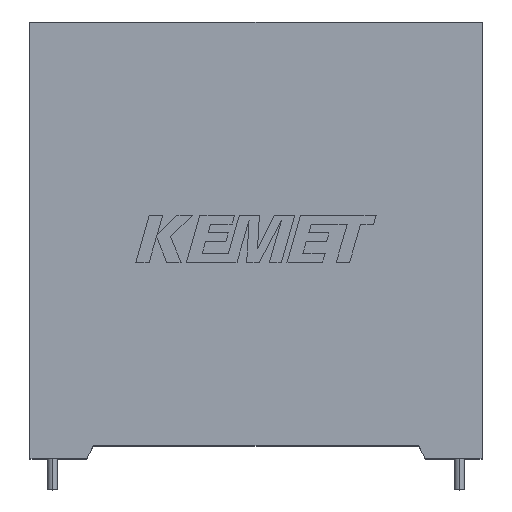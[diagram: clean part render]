
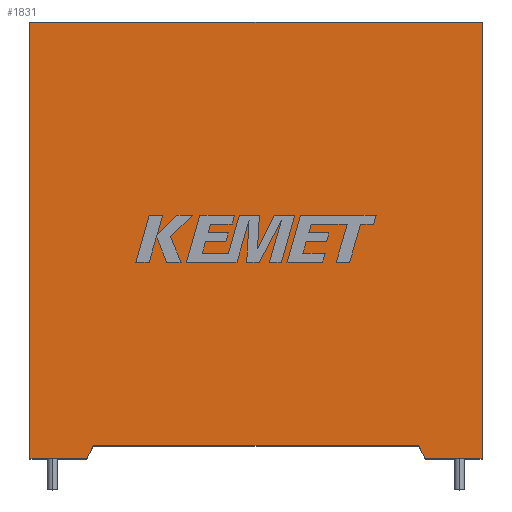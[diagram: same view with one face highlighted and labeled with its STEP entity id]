
A CAD part, top view. The second image highlights one B-rep face of the part: STEP entity #1831.
In plain terms, the highlighted planar face has unit normal (0, 0, 1).
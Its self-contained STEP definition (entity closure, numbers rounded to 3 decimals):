
#31 = DIRECTION ( 'NONE',  ( 0.478, -0.879, 0. ) ) ;
#32 = VERTEX_POINT ( 'NONE', #3061 ) ;
#286 = VECTOR ( 'NONE', #2417, 1000. ) ;
#335 = EDGE_CURVE ( 'NONE', #2920, #1731, #1875, .T. ) ;
#428 = VERTEX_POINT ( 'NONE', #1219 ) ;
#460 = DIRECTION ( 'NONE',  ( -1., 0., 0. ) ) ;
#507 = VECTOR ( 'NONE', #2088, 1000. ) ;
#561 = CARTESIAN_POINT ( 'NONE',  ( 50.1, 1.655, 45.5 ) ) ;
#667 = EDGE_CURVE ( 'NONE', #428, #1612, #1752, .T. ) ;
#668 = ORIENTED_EDGE ( 'NONE', *, *, #1522, .T. ) ;
#691 = DIRECTION ( 'NONE',  ( 1., 0., 0. ) ) ;
#697 = CARTESIAN_POINT ( 'NONE',  ( 58.3, 0., 45.5 ) ) ;
#733 = EDGE_LOOP ( 'NONE', ( #1845, #668, #2617, #1272, #1326, #3117, #1960, #1531 ) ) ;
#797 = AXIS2_PLACEMENT_3D ( 'NONE', #1816, #3101, #460 ) ;
#847 = EDGE_CURVE ( 'NONE', #1642, #1731, #1511, .T. ) ;
#1001 = PLANE ( 'NONE',  #797 ) ;
#1007 = VECTOR ( 'NONE', #1467, 1000. ) ;
#1095 = LINE ( 'NONE', #2137, #286 ) ;
#1151 = CARTESIAN_POINT ( 'NONE',  ( 8.2, 1.655, 45.5 ) ) ;
#1180 = VECTOR ( 'NONE', #691, 1000. ) ;
#1219 = CARTESIAN_POINT ( 'NONE',  ( 58.3, 56.3, 45.5 ) ) ;
#1272 = ORIENTED_EDGE ( 'NONE', *, *, #1455, .T. ) ;
#1326 = ORIENTED_EDGE ( 'NONE', *, *, #667, .T. ) ;
#1455 = EDGE_CURVE ( 'NONE', #2599, #428, #1095, .T. ) ;
#1457 = CARTESIAN_POINT ( 'NONE',  ( 0., 56.3, 45.5 ) ) ;
#1467 = DIRECTION ( 'NONE',  ( 0., -1., 0. ) ) ;
#1494 = CARTESIAN_POINT ( 'NONE',  ( 29.15, 1.655, 45.5 ) ) ;
#1511 = LINE ( 'NONE', #2400, #2763 ) ;
#1522 = EDGE_CURVE ( 'NONE', #1692, #32, #2357, .T. ) ;
#1531 = ORIENTED_EDGE ( 'NONE', *, *, #847, .F. ) ;
#1612 = VERTEX_POINT ( 'NONE', #1457 ) ;
#1642 = VERTEX_POINT ( 'NONE', #1151 ) ;
#1692 = VERTEX_POINT ( 'NONE', #2775 ) ;
#1698 = CARTESIAN_POINT ( 'NONE',  ( 0., 0., 45.5 ) ) ;
#1731 = VERTEX_POINT ( 'NONE', #2269 ) ;
#1735 = EDGE_CURVE ( 'NONE', #1612, #2920, #3089, .T. ) ;
#1750 = CARTESIAN_POINT ( 'NONE',  ( 0., 0., 45.5 ) ) ;
#1752 = LINE ( 'NONE', #2607, #507 ) ;
#1816 = CARTESIAN_POINT ( 'NONE',  ( 0., 0., 45.5 ) ) ;
#1831 = ADVANCED_FACE ( 'NONE', ( #3296 ), #1001, .F. ) ;
#1845 = ORIENTED_EDGE ( 'NONE', *, *, #2179, .F. ) ;
#1875 = LINE ( 'NONE', #2268, #1180 ) ;
#1931 = LINE ( 'NONE', #1698, #3233 ) ;
#1960 = ORIENTED_EDGE ( 'NONE', *, *, #335, .T. ) ;
#2048 = DIRECTION ( 'NONE',  ( -1., 0., 0. ) ) ;
#2088 = DIRECTION ( 'NONE',  ( -1., 0., 0. ) ) ;
#2137 = CARTESIAN_POINT ( 'NONE',  ( 58.3, 0., 45.5 ) ) ;
#2179 = EDGE_CURVE ( 'NONE', #1692, #1642, #2876, .T. ) ;
#2268 = CARTESIAN_POINT ( 'NONE',  ( 0., 0., 45.5 ) ) ;
#2269 = CARTESIAN_POINT ( 'NONE',  ( 7.3, 0., 45.5 ) ) ;
#2357 = LINE ( 'NONE', #561, #3093 ) ;
#2400 = CARTESIAN_POINT ( 'NONE',  ( 8.2, 1.655, 45.5 ) ) ;
#2417 = DIRECTION ( 'NONE',  ( 0., 1., 0. ) ) ;
#2557 = VECTOR ( 'NONE', #2048, 1000. ) ;
#2599 = VERTEX_POINT ( 'NONE', #697 ) ;
#2607 = CARTESIAN_POINT ( 'NONE',  ( 0., 56.3, 45.5 ) ) ;
#2617 = ORIENTED_EDGE ( 'NONE', *, *, #3196, .T. ) ;
#2643 = DIRECTION ( 'NONE',  ( -0.478, -0.879, 0. ) ) ;
#2763 = VECTOR ( 'NONE', #2643, 1000. ) ;
#2775 = CARTESIAN_POINT ( 'NONE',  ( 50.1, 1.655, 45.5 ) ) ;
#2876 = LINE ( 'NONE', #1494, #2557 ) ;
#2920 = VERTEX_POINT ( 'NONE', #1750 ) ;
#3044 = CARTESIAN_POINT ( 'NONE',  ( 0., 0., 45.5 ) ) ;
#3061 = CARTESIAN_POINT ( 'NONE',  ( 51., 0., 45.5 ) ) ;
#3089 = LINE ( 'NONE', #3044, #1007 ) ;
#3093 = VECTOR ( 'NONE', #31, 1000. ) ;
#3101 = DIRECTION ( 'NONE',  ( 0., 0., -1. ) ) ;
#3117 = ORIENTED_EDGE ( 'NONE', *, *, #1735, .T. ) ;
#3196 = EDGE_CURVE ( 'NONE', #32, #2599, #1931, .T. ) ;
#3233 = VECTOR ( 'NONE', #3282, 1000. ) ;
#3282 = DIRECTION ( 'NONE',  ( 1., 0., 0. ) ) ;
#3296 = FACE_OUTER_BOUND ( 'NONE', #733, .T. ) ;
